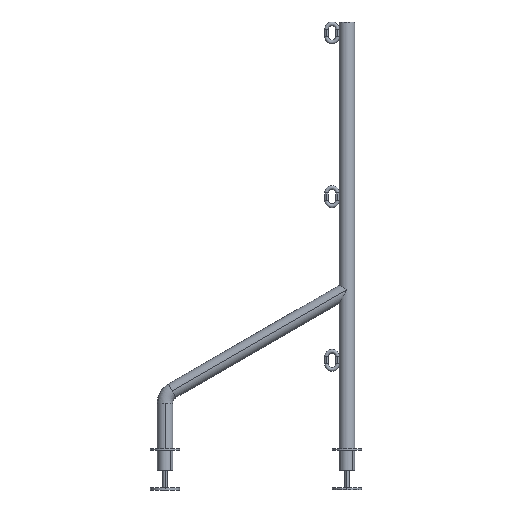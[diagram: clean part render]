
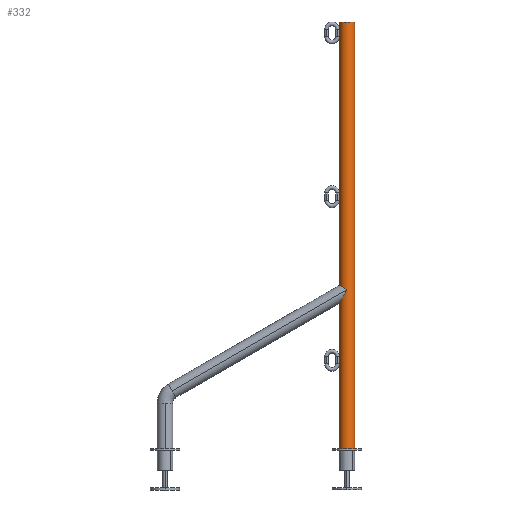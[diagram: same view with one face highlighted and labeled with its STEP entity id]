
A CAD part, front view. The second image highlights one B-rep face of the part: STEP entity #332.
In plain terms, the highlighted cylindrical face has radius 21.2 mm (diameter 42.4 mm), a partial arc.
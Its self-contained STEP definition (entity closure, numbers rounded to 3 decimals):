
#332=ADVANCED_FACE('',(#678),#679,.T.);
#678=FACE_OUTER_BOUND('',#1053,.T.);
#679=CYLINDRICAL_SURFACE('',#1054,21.2);
#1053=EDGE_LOOP('',(#2204,#2205,#2206,#2207));
#1054=AXIS2_PLACEMENT_3D('',#2208,#2209,#2210);
#2204=ORIENTED_EDGE('',*,*,#2791,.T.);
#2205=ORIENTED_EDGE('',*,*,#2795,.T.);
#2206=ORIENTED_EDGE('',*,*,#2793,.T.);
#2207=ORIENTED_EDGE('',*,*,#2796,.T.);
#2208=CARTESIAN_POINT('',(1932.446,7215.0,1771.41));
#2209=DIRECTION('',(0.0,0.0,1.0));
#2210=DIRECTION('',(1.0,0.0,0.0));
#2791=EDGE_CURVE('',#3416,#3417,#3418,.T.);
#2793=EDGE_CURVE('',#3421,#3419,#3422,.T.);
#2795=EDGE_CURVE('',#3417,#3421,#3424,.T.);
#2796=EDGE_CURVE('',#3419,#3416,#3425,.T.);
#3416=VERTEX_POINT('',#5266);
#3417=VERTEX_POINT('',#5267);
#3418=LINE('',#5268,#5269);
#3419=VERTEX_POINT('',#5270);
#3421=VERTEX_POINT('',#5272);
#3422=LINE('',#5273,#5274);
#3424=CIRCLE('',#5276,21.2);
#3425=CIRCLE('',#5277,21.2);
#5266=CARTESIAN_POINT('',(1953.646,7215.0,1677.41));
#5267=CARTESIAN_POINT('',(1953.646,7215.0,2845.41));
#5268=CARTESIAN_POINT('',(1953.646,7215.0,1771.41));
#5269=VECTOR('',#6061,1.0);
#5270=CARTESIAN_POINT('',(1911.246,7215.0,1677.41));
#5272=CARTESIAN_POINT('',(1911.246,7215.0,2845.41));
#5273=CARTESIAN_POINT('',(1911.246,7215.0,1771.41));
#5274=VECTOR('',#6065,1.0);
#5276=AXIS2_PLACEMENT_3D('',#6069,#6070,#6071);
#5277=AXIS2_PLACEMENT_3D('',#6072,#6073,#6074);
#6061=DIRECTION('',(0.0,0.0,1.0));
#6065=DIRECTION('',(-0.0,-0.0,-1.0));
#6069=CARTESIAN_POINT('',(1932.446,7215.0,2845.41));
#6070=DIRECTION('',(0.0,0.0,-1.0));
#6071=DIRECTION('',(1.0,0.0,0.0));
#6072=CARTESIAN_POINT('',(1932.446,7215.0,1677.41));
#6073=DIRECTION('',(0.0,0.0,1.0));
#6074=DIRECTION('',(1.0,0.0,0.0));
